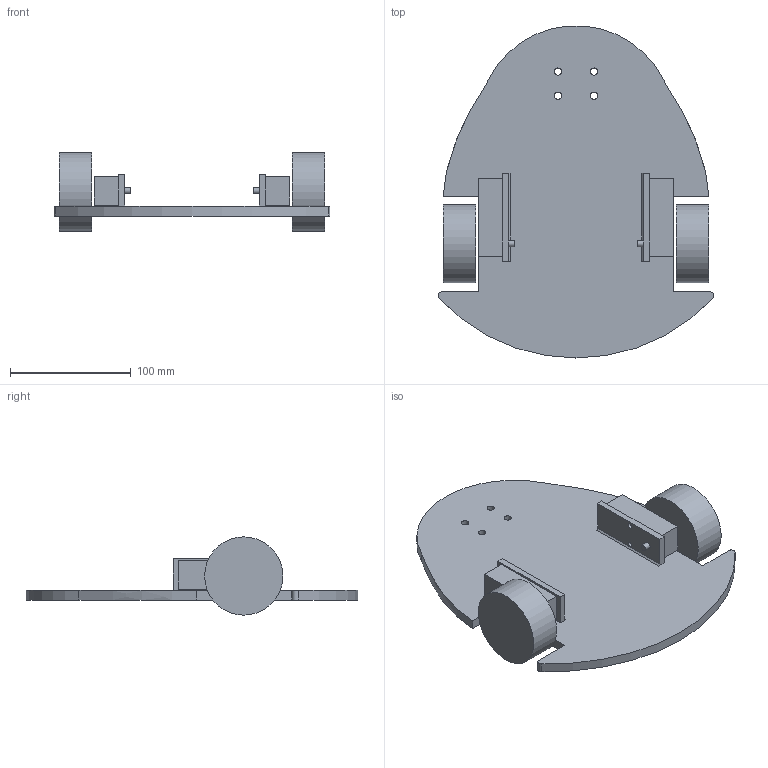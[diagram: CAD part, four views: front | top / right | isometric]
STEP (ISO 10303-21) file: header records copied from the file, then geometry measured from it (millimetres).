
FILE_DESCRIPTION(('FreeCAD Model'),'2;1');
FILE_NAME('Open CASCADE Shape Model','2021-11-29T10:27:16',('Author'),( ''),'Open CASCADE STEP processor 7.4','FreeCAD','Unknown');
FILE_SCHEMA(('AUTOMOTIVE_DESIGN { 1 0 10303 214 1 1 1 1 }'));
Length unit declared in the file: millimetre
Products named in the file (6): chasis_v2; Neumatico_(Mirror_#4); Neumatico_(Mirror_#6); Motor_(Mirror_#7); Motor_(Mirror_#5); Ampliacion_base
Assembly tree (5 placements, depth 2):
  chasis_v2
    Neumatico_(Mirror_#4)
    Neumatico_(Mirror_#6)
    Motor_(Mirror_#7)
    Motor_(Mirror_#5)
    Ampliacion_base
Bounding box: 228.99 x 275.48 x 65 mm (x, y, z)
Volume: 620368.4 mm3; surface area: 145143.4 mm2
Topology: 5 solids, 5 shells, 62 faces, 144 edges, 96 vertices
Faces by surface type: plane 38, cylinder 22, extrusion 2
Full cylindrical faces by diameter (mm): 3 x4, 4 x4, 5 x2, 6 x6, 65 x2
Entity records: 3912 total; most frequent: CARTESIAN_POINT 770, DIRECTION 568, VECTOR 326, LINE 324, ORIENTED_EDGE 288, PCURVE 288, DEFINITIONAL_REPRESENTATION 288, EDGE_CURVE 144
